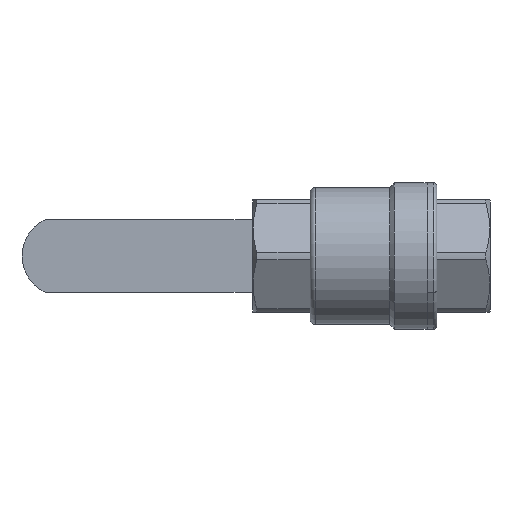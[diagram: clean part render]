
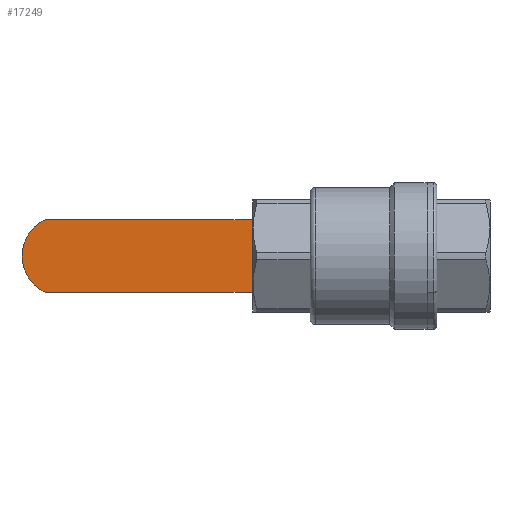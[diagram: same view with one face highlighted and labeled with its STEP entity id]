
A CAD part, front view. The second image highlights one B-rep face of the part: STEP entity #17249.
In plain terms, the highlighted planar face has unit normal (0, -1, 0).
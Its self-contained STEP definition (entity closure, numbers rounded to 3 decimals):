
#875 = DIRECTION ( 'NONE',  ( 0., 0., 1. ) ) ;
#3705 = AXIS2_PLACEMENT_3D ( 'NONE', #26260, #12442, #875 ) ;
#4118 = DIRECTION ( 'NONE',  ( -1., 0., 0. ) ) ;
#5976 = ORIENTED_EDGE ( 'NONE', *, *, #28098, .F. ) ;
#6030 = EDGE_CURVE ( 'NONE', #25691, #7862, #25888, .T. ) ;
#7448 = DIRECTION ( 'NONE',  ( 1., 0., 0. ) ) ;
#7738 = VECTOR ( 'NONE', #4118, 1000. ) ;
#7862 = VERTEX_POINT ( 'NONE', #7891 ) ;
#7891 = CARTESIAN_POINT ( 'NONE',  ( 61.5, 25., 15. ) ) ;
#8480 = CARTESIAN_POINT ( 'NONE',  ( 151.874, 25., 15. ) ) ;
#10279 = LINE ( 'NONE', #17147, #17184 ) ;
#11355 = ORIENTED_EDGE ( 'NONE', *, *, #6030, .F. ) ;
#12442 = DIRECTION ( 'NONE',  ( 0., 1., 0. ) ) ;
#13083 = VECTOR ( 'NONE', #22857, 1000. ) ;
#17147 = CARTESIAN_POINT ( 'NONE',  ( 151.874, 25., 15. ) ) ;
#17184 = VECTOR ( 'NONE', #7448, 1000. ) ;
#17249 = ADVANCED_FACE ( 'NONE', ( #18816 ), #22756, .F. ) ;
#17649 = CARTESIAN_POINT ( 'NONE',  ( 61.5, 25., -15. ) ) ;
#18356 = CARTESIAN_POINT ( 'NONE',  ( 61.5, 25., -15. ) ) ;
#18816 = FACE_OUTER_BOUND ( 'NONE', #23287, .T. ) ;
#19767 = CARTESIAN_POINT ( 'NONE',  ( 151.874, 25., -15. ) ) ;
#20355 = DIRECTION ( 'NONE',  ( 0., 0., 1. ) ) ;
#20498 = CARTESIAN_POINT ( 'NONE',  ( 145., 25., 0. ) ) ;
#20961 = EDGE_CURVE ( 'NONE', #25670, #25691, #26954, .T. ) ;
#21076 = VERTEX_POINT ( 'NONE', #8480 ) ;
#21446 = CIRCLE ( 'NONE', #3705, 16.5 ) ;
#22660 = ORIENTED_EDGE ( 'NONE', *, *, #29263, .F. ) ;
#22756 = PLANE ( 'NONE',  #26427 ) ;
#22857 = DIRECTION ( 'NONE',  ( 0., 0., 1. ) ) ;
#23287 = EDGE_LOOP ( 'NONE', ( #27445, #22660, #5976, #11355 ) ) ;
#25670 = VERTEX_POINT ( 'NONE', #19767 ) ;
#25691 = VERTEX_POINT ( 'NONE', #17649 ) ;
#25754 = DIRECTION ( 'NONE',  ( 0., 1., 0. ) ) ;
#25888 = LINE ( 'NONE', #18356, #13083 ) ;
#26260 = CARTESIAN_POINT ( 'NONE',  ( 145., 25., 0. ) ) ;
#26427 = AXIS2_PLACEMENT_3D ( 'NONE', #20498, #25754, #20355 ) ;
#26954 = LINE ( 'NONE', #28624, #7738 ) ;
#27445 = ORIENTED_EDGE ( 'NONE', *, *, #20961, .F. ) ;
#28098 = EDGE_CURVE ( 'NONE', #7862, #21076, #10279, .T. ) ;
#28624 = CARTESIAN_POINT ( 'NONE',  ( 61.5, 25., -15. ) ) ;
#29263 = EDGE_CURVE ( 'NONE', #21076, #25670, #21446, .T. ) ;
